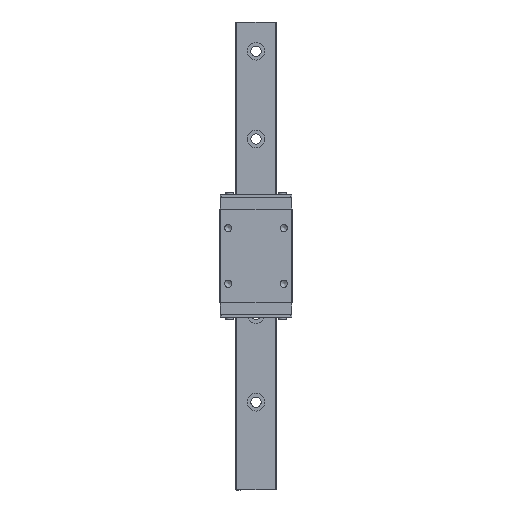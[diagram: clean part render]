
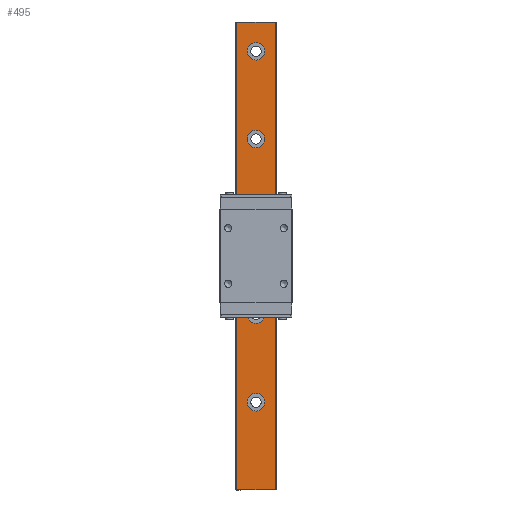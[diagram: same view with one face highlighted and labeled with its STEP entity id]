
A CAD part, top view. The second image highlights one B-rep face of the part: STEP entity #495.
In plain terms, the highlighted planar face has unit normal (0, 0, 1).
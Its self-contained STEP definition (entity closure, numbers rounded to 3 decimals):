
#495 = ADVANCED_FACE( '', ( #1044, #1045, #1046, #1047, #1048, #1049 ), #1050, .F. );
#1044 = FACE_BOUND( '', #1636, .T. );
#1045 = FACE_BOUND( '', #1637, .T. );
#1046 = FACE_BOUND( '', #1638, .T. );
#1047 = FACE_BOUND( '', #1639, .T. );
#1048 = FACE_BOUND( '', #1640, .T. );
#1049 = FACE_OUTER_BOUND( '', #1641, .T. );
#1050 = PLANE( '', #1642 );
#1636 = EDGE_LOOP( '', ( #2951 ) );
#1637 = EDGE_LOOP( '', ( #2952 ) );
#1638 = EDGE_LOOP( '', ( #2953 ) );
#1639 = EDGE_LOOP( '', ( #2954 ) );
#1640 = EDGE_LOOP( '', ( #2955 ) );
#1641 = EDGE_LOOP( '', ( #2956, #2957, #2958, #2959 ) );
#1642 = AXIS2_PLACEMENT_3D( '', #2960, #2961, #2962 );
#2951 = ORIENTED_EDGE( '', *, *, #3656, .T. );
#2952 = ORIENTED_EDGE( '', *, *, #3684, .T. );
#2953 = ORIENTED_EDGE( '', *, *, #3828, .T. );
#2954 = ORIENTED_EDGE( '', *, *, #3589, .T. );
#2955 = ORIENTED_EDGE( '', *, *, #3520, .T. );
#2956 = ORIENTED_EDGE( '', *, *, #3840, .T. );
#2957 = ORIENTED_EDGE( '', *, *, #3738, .F. );
#2958 = ORIENTED_EDGE( '', *, *, #3633, .F. );
#2959 = ORIENTED_EDGE( '', *, *, #3874, .T. );
#2960 = CARTESIAN_POINT( '', ( -6.574, -80., 5.5 ) );
#2961 = DIRECTION( '', ( 0., 0., -1. ) );
#2962 = DIRECTION( '', ( -1., 0., 0. ) );
#3520 = EDGE_CURVE( '', #4255, #4255, #4256, .T. );
#3589 = EDGE_CURVE( '', #4365, #4365, #4366, .T. );
#3633 = EDGE_CURVE( '', #4430, #4432, #4433, .T. );
#3656 = EDGE_CURVE( '', #4470, #4470, #4471, .T. );
#3684 = EDGE_CURVE( '', #4511, #4511, #4512, .T. );
#3738 = EDGE_CURVE( '', #4432, #4583, #4587, .T. );
#3828 = EDGE_CURVE( '', #4715, #4715, #4716, .T. );
#3840 = EDGE_CURVE( '', #4731, #4583, #4732, .T. );
#3874 = EDGE_CURVE( '', #4430, #4731, #4777, .T. );
#4255 = VERTEX_POINT( '', #5267 );
#4256 = CIRCLE( '', #5268, 3. );
#4365 = VERTEX_POINT( '', #5416 );
#4366 = CIRCLE( '', #5417, 3. );
#4430 = VERTEX_POINT( '', #5512 );
#4432 = VERTEX_POINT( '', #5514 );
#4433 = LINE( '', #5515, #5516 );
#4470 = VERTEX_POINT( '', #5568 );
#4471 = CIRCLE( '', #5569, 3. );
#4511 = VERTEX_POINT( '', #5626 );
#4512 = CIRCLE( '', #5627, 3. );
#4583 = VERTEX_POINT( '', #5729 );
#4587 = LINE( '', #5734, #5735 );
#4715 = VERTEX_POINT( '', #5914 );
#4716 = CIRCLE( '', #5915, 3. );
#4731 = VERTEX_POINT( '', #5936 );
#4732 = LINE( '', #5937, #5938 );
#4777 = LINE( '', #5998, #5999 );
#5267 = CARTESIAN_POINT( '', ( 0., 67., 5.5 ) );
#5268 = AXIS2_PLACEMENT_3D( '', #6337, #6338, #6339 );
#5416 = CARTESIAN_POINT( '', ( 0., 37., 5.5 ) );
#5417 = AXIS2_PLACEMENT_3D( '', #6409, #6410, #6411 );
#5512 = CARTESIAN_POINT( '', ( 6.574, -80., 5.5 ) );
#5514 = CARTESIAN_POINT( '', ( -6.574, -80., 5.5 ) );
#5515 = CARTESIAN_POINT( '', ( -6.574, -80., 5.5 ) );
#5516 = VECTOR( '', #6452, 1000. );
#5568 = CARTESIAN_POINT( '', ( 0., -53., 5.5 ) );
#5569 = AXIS2_PLACEMENT_3D( '', #6483, #6484, #6485 );
#5626 = CARTESIAN_POINT( '', ( 0., -23., 5.5 ) );
#5627 = AXIS2_PLACEMENT_3D( '', #6509, #6510, #6511 );
#5729 = CARTESIAN_POINT( '', ( -6.574, 80., 5.5 ) );
#5734 = CARTESIAN_POINT( '', ( -6.574, -80., 5.5 ) );
#5735 = VECTOR( '', #6556, 1000. );
#5914 = CARTESIAN_POINT( '', ( 0., 7., 5.5 ) );
#5915 = AXIS2_PLACEMENT_3D( '', #6650, #6651, #6652 );
#5936 = CARTESIAN_POINT( '', ( 6.574, 80., 5.5 ) );
#5937 = CARTESIAN_POINT( '', ( -6.574, 80., 5.5 ) );
#5938 = VECTOR( '', #6668, 1000. );
#5998 = CARTESIAN_POINT( '', ( 6.574, -80., 5.5 ) );
#5999 = VECTOR( '', #6702, 1000. );
#6337 = CARTESIAN_POINT( '', ( 0., 70., 5.5 ) );
#6338 = DIRECTION( '', ( 0., 0., -1. ) );
#6339 = DIRECTION( '', ( 0., -1., 0. ) );
#6409 = CARTESIAN_POINT( '', ( 0., 40., 5.5 ) );
#6410 = DIRECTION( '', ( 0., 0., -1. ) );
#6411 = DIRECTION( '', ( 0., -1., 0. ) );
#6452 = DIRECTION( '', ( -1., 0., 0. ) );
#6483 = CARTESIAN_POINT( '', ( 0., -50., 5.5 ) );
#6484 = DIRECTION( '', ( 0., 0., -1. ) );
#6485 = DIRECTION( '', ( 0., -1., 0. ) );
#6509 = CARTESIAN_POINT( '', ( 0., -20., 5.5 ) );
#6510 = DIRECTION( '', ( 0., 0., -1. ) );
#6511 = DIRECTION( '', ( 0., -1., 0. ) );
#6556 = DIRECTION( '', ( 0., 1., 0. ) );
#6650 = CARTESIAN_POINT( '', ( 0., 10., 5.5 ) );
#6651 = DIRECTION( '', ( 0., 0., -1. ) );
#6652 = DIRECTION( '', ( 0., -1., 0. ) );
#6668 = DIRECTION( '', ( -1., 0., 0. ) );
#6702 = DIRECTION( '', ( 0., 1., 0. ) );
